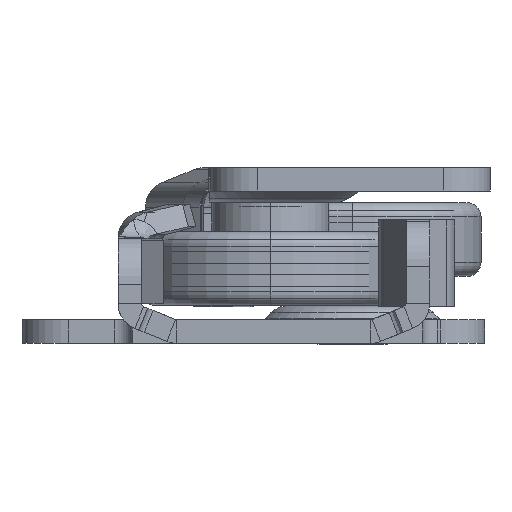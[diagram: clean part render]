
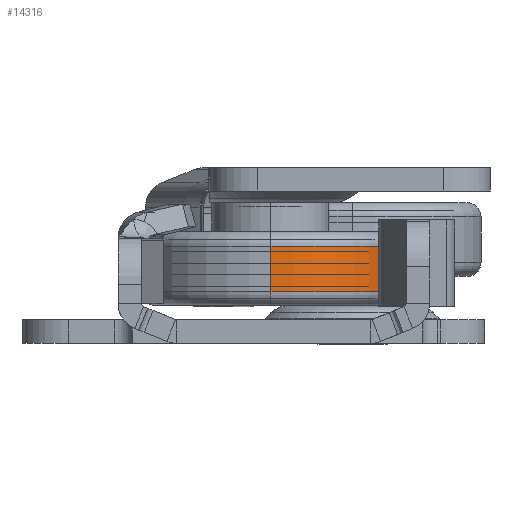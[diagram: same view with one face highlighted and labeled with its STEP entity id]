
A CAD part, left-side view. The second image highlights one B-rep face of the part: STEP entity #14316.
In plain terms, the highlighted cylindrical face has radius 11 mm (diameter 22 mm), a partial arc.
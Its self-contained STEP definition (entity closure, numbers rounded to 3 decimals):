
#448 = AXIS2_PLACEMENT_3D ( 'NONE', #10824, #7442, #17749 ) ;
#2178 = DIRECTION ( 'NONE',  ( -1., 0., 0. ) ) ;
#2179 = AXIS2_PLACEMENT_3D ( 'NONE', #16802, #22150, #3345 ) ;
#2925 = EDGE_CURVE ( 'NONE', #14666, #5194, #21668, .T. ) ;
#3345 = DIRECTION ( 'NONE',  ( 0., 0., 1. ) ) ;
#3470 = VERTEX_POINT ( 'NONE', #15426 ) ;
#3795 = VERTEX_POINT ( 'NONE', #8382 ) ;
#4071 = CIRCLE ( 'NONE', #4794, 11. ) ;
#4794 = AXIS2_PLACEMENT_3D ( 'NONE', #8216, #6083, #12987 ) ;
#5135 = EDGE_CURVE ( 'NONE', #3470, #3795, #17669, .T. ) ;
#5194 = VERTEX_POINT ( 'NONE', #17883 ) ;
#6083 = DIRECTION ( 'NONE',  ( -1., 0., 0. ) ) ;
#7338 = FACE_OUTER_BOUND ( 'NONE', #21674, .T. ) ;
#7442 = DIRECTION ( 'NONE',  ( -1., 0., 0. ) ) ;
#8216 = CARTESIAN_POINT ( 'NONE',  ( 1.2, 0., 0. ) ) ;
#8382 = CARTESIAN_POINT ( 'NONE',  ( 1.2, 0., 11. ) ) ;
#8995 = ORIENTED_EDGE ( 'NONE', *, *, #5135, .F. ) ;
#10824 = CARTESIAN_POINT ( 'NONE',  ( 0., 0., 0. ) ) ;
#10883 = EDGE_CURVE ( 'NONE', #3470, #14666, #21692, .T. ) ;
#12449 = CARTESIAN_POINT ( 'NONE',  ( 0., 0., 11. ) ) ;
#12816 = VECTOR ( 'NONE', #14964, 1000. ) ;
#12987 = DIRECTION ( 'NONE',  ( 0., 0., 1. ) ) ;
#13220 = VECTOR ( 'NONE', #2178, 1000. ) ;
#13386 = ORIENTED_EDGE ( 'NONE', *, *, #14876, .F. ) ;
#14316 = ADVANCED_FACE ( 'NONE', ( #7338 ), #21143, .T. ) ;
#14666 = VERTEX_POINT ( 'NONE', #17973 ) ;
#14876 = EDGE_CURVE ( 'NONE', #3795, #5194, #4071, .T. ) ;
#14964 = DIRECTION ( 'NONE',  ( -1., 0., 0. ) ) ;
#15426 = CARTESIAN_POINT ( 'NONE',  ( 5.1, 0., 11. ) ) ;
#16802 = CARTESIAN_POINT ( 'NONE',  ( 5.1, 0., 0. ) ) ;
#17669 = LINE ( 'NONE', #12449, #13220 ) ;
#17749 = DIRECTION ( 'NONE',  ( 0., 0., 1. ) ) ;
#17883 = CARTESIAN_POINT ( 'NONE',  ( 1.2, 0., -11. ) ) ;
#17973 = CARTESIAN_POINT ( 'NONE',  ( 5.1, 0., -11. ) ) ;
#18361 = CARTESIAN_POINT ( 'NONE',  ( 0., 0., -11. ) ) ;
#19517 = ORIENTED_EDGE ( 'NONE', *, *, #10883, .T. ) ;
#20414 = ORIENTED_EDGE ( 'NONE', *, *, #2925, .T. ) ;
#21143 = CYLINDRICAL_SURFACE ( 'NONE', #448, 11. ) ;
#21668 = LINE ( 'NONE', #18361, #12816 ) ;
#21674 = EDGE_LOOP ( 'NONE', ( #19517, #20414, #13386, #8995 ) ) ;
#21692 = CIRCLE ( 'NONE', #2179, 11. ) ;
#22150 = DIRECTION ( 'NONE',  ( -1., 0., 0. ) ) ;
